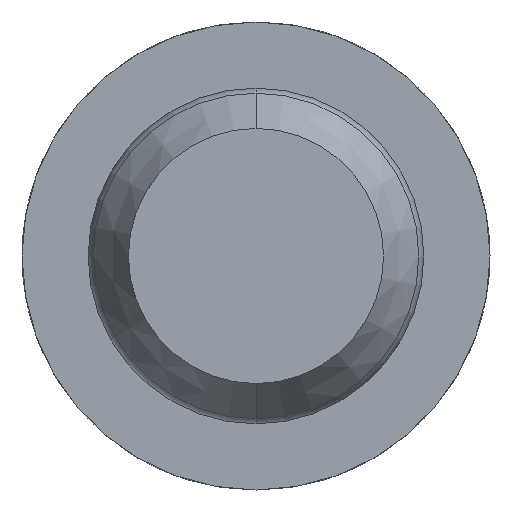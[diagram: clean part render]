
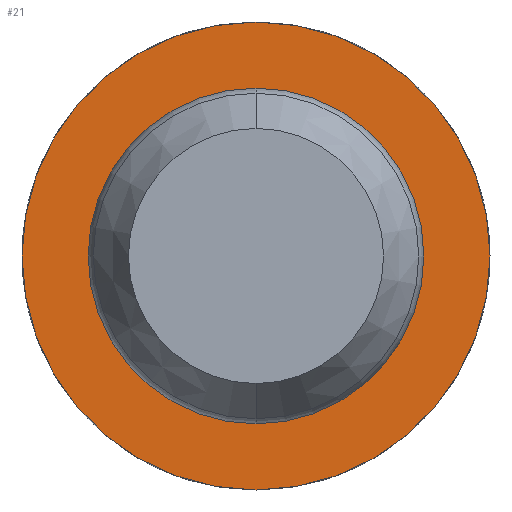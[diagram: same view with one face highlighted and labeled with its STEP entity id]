
A CAD part, front view. The second image highlights one B-rep face of the part: STEP entity #21.
In plain terms, the highlighted planar face has unit normal (0, -1, 0).
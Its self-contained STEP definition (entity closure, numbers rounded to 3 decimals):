
#6 = CARTESIAN_POINT ( 'NONE',  ( 0., -10.5, 1.15 ) ) ;
#21 = ADVANCED_FACE ( 'Defeature ausgef�hrt3_4', ( #992, #3885 ), #1688, .F. ) ;
#103 = CIRCLE ( 'NONE', #3534, 1.15 ) ;
#330 = CARTESIAN_POINT ( 'NONE',  ( 0., -10.5, 0. ) ) ;
#500 = CARTESIAN_POINT ( 'NONE',  ( 0., -10.5, -0.825 ) ) ;
#529 = EDGE_CURVE ( 'Defeature ausgef�hrt3_4+Defeature ausgef�hrt3_5+Defeature ausgef�hrt3_5+Defeature ausgef�hrt3_5', #2859, #1752, #1499, .T. ) ;
#585 = AXIS2_PLACEMENT_3D ( 'NONE', #1999, #2941, #2638 ) ;
#790 = CIRCLE ( 'NONE', #3160, 1.15 ) ;
#802 = EDGE_CURVE ( 'Defeature ausgef�hrt3_3+Defeature ausgef�hrt3_4+Defeature ausgef�hrt3_4+Defeature ausgef�hrt3_4', #3298, #1878, #790, .T. ) ;
#992 = FACE_OUTER_BOUND ( 'NONE', #2212, .T. ) ;
#1098 = ORIENTED_EDGE ( 'NONE', *, *, #2540, .T. ) ;
#1280 = DIRECTION ( 'NONE',  ( 0., 0., 1. ) ) ;
#1337 = CARTESIAN_POINT ( 'NONE',  ( 0., -10.5, 0. ) ) ;
#1499 = CIRCLE ( 'NONE', #3737, 0.825 ) ;
#1568 = DIRECTION ( 'NONE',  ( 0., 0., 1. ) ) ;
#1680 = ORIENTED_EDGE ( 'NONE', *, *, #2011, .F. ) ;
#1688 = PLANE ( 'NONE',  #585 ) ;
#1752 = VERTEX_POINT ( 'NONE', #3082 ) ;
#1853 = EDGE_LOOP ( 'NONE', ( #1098, #3585 ) ) ;
#1878 = VERTEX_POINT ( 'NONE', #6 ) ;
#1906 = CARTESIAN_POINT ( 'NONE',  ( 0., -10.5, 0. ) ) ;
#1917 = AXIS2_PLACEMENT_3D ( 'NONE', #330, #3443, #2507 ) ;
#1999 = CARTESIAN_POINT ( 'NONE',  ( 1.15, -10.5, 0. ) ) ;
#2011 = EDGE_CURVE ( 'Defeature ausgef�hrt3_3+Defeature ausgef�hrt3_4+Defeature ausgef�hrt3_4+Defeature ausgef�hrt3_4', #1878, #3298, #103, .T. ) ;
#2212 = EDGE_LOOP ( 'NONE', ( #1680, #3681 ) ) ;
#2257 = DIRECTION ( 'NONE',  ( 0., 1., 0. ) ) ;
#2277 = CARTESIAN_POINT ( 'NONE',  ( 0., -10.5, -1.15 ) ) ;
#2359 = CIRCLE ( 'NONE', #1917, 0.825 ) ;
#2507 = DIRECTION ( 'NONE',  ( 0., 0., 1. ) ) ;
#2540 = EDGE_CURVE ( 'Defeature ausgef�hrt3_4+Defeature ausgef�hrt3_5+Defeature ausgef�hrt3_5+Defeature ausgef�hrt3_5', #1752, #2859, #2359, .T. ) ;
#2638 = DIRECTION ( 'NONE',  ( 0., 0., 1. ) ) ;
#2859 = VERTEX_POINT ( 'NONE', #500 ) ;
#2888 = DIRECTION ( 'NONE',  ( 0., 1., 0. ) ) ;
#2941 = DIRECTION ( 'NONE',  ( 0., 1., 0. ) ) ;
#3082 = CARTESIAN_POINT ( 'NONE',  ( 0., -10.5, 0.825 ) ) ;
#3135 = DIRECTION ( 'NONE',  ( 0., 1., 0. ) ) ;
#3160 = AXIS2_PLACEMENT_3D ( 'NONE', #1906, #3135, #1568 ) ;
#3174 = CARTESIAN_POINT ( 'NONE',  ( 0., -10.5, 0. ) ) ;
#3298 = VERTEX_POINT ( 'NONE', #2277 ) ;
#3443 = DIRECTION ( 'NONE',  ( 0., 1., 0. ) ) ;
#3534 = AXIS2_PLACEMENT_3D ( 'NONE', #1337, #2888, #1280 ) ;
#3585 = ORIENTED_EDGE ( 'NONE', *, *, #529, .T. ) ;
#3681 = ORIENTED_EDGE ( 'NONE', *, *, #802, .F. ) ;
#3737 = AXIS2_PLACEMENT_3D ( 'NONE', #3174, #2257, #3803 ) ;
#3803 = DIRECTION ( 'NONE',  ( 0., 0., 1. ) ) ;
#3885 = FACE_BOUND ( 'NONE', #1853, .T. ) ;
